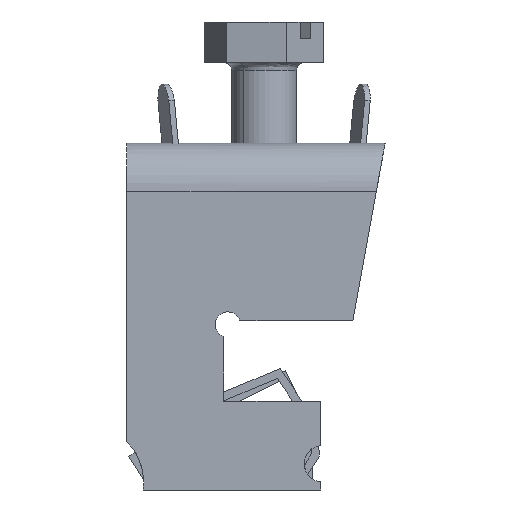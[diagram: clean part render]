
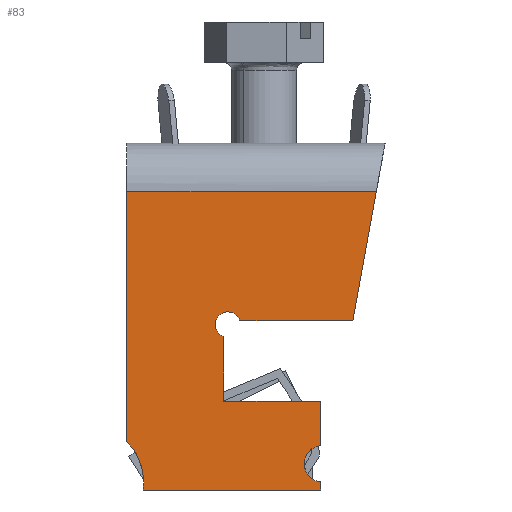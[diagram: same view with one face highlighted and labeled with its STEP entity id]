
A CAD part, left-side view. The second image highlights one B-rep face of the part: STEP entity #83.
In plain terms, the highlighted face is planar.
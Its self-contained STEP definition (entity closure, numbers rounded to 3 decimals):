
#7 = ORIENTED_EDGE ( 'NONE', *, *, #4176, .T. ) ;
#15 = CARTESIAN_POINT ( 'NONE',  ( 15.798, 22.048, 21. ) ) ;
#42 = VERTEX_POINT ( 'NONE', #2494 ) ;
#73 = DIRECTION ( 'NONE',  ( 0., 1., 0. ) ) ;
#83 = ADVANCED_FACE ( 'NONE', ( #4160 ), #1754, .T. ) ;
#194 = VECTOR ( 'NONE', #3080, 1000. ) ;
#269 = ORIENTED_EDGE ( 'NONE', *, *, #1840, .F. ) ;
#315 = VERTEX_POINT ( 'NONE', #1489 ) ;
#403 = EDGE_CURVE ( 'NONE', #3973, #315, #2157, .T. ) ;
#526 = AXIS2_PLACEMENT_3D ( 'NONE', #1102, #3567, #4479 ) ;
#638 = ORIENTED_EDGE ( 'NONE', *, *, #1573, .T. ) ;
#641 = CARTESIAN_POINT ( 'NONE',  ( 15.798, 11., 21. ) ) ;
#764 = ORIENTED_EDGE ( 'NONE', *, *, #403, .T. ) ;
#896 = LINE ( 'NONE', #3191, #5288 ) ;
#941 = EDGE_CURVE ( 'NONE', #1373, #3842, #896, .T. ) ;
#1017 = ORIENTED_EDGE ( 'NONE', *, *, #3777, .T. ) ;
#1102 = CARTESIAN_POINT ( 'NONE',  ( -5., 1., 21. ) ) ;
#1119 = VERTEX_POINT ( 'NONE', #1802 ) ;
#1193 = DIRECTION ( 'NONE',  ( 1., 0., 0. ) ) ;
#1216 = VERTEX_POINT ( 'NONE', #4084 ) ;
#1240 = ORIENTED_EDGE ( 'NONE', *, *, #1808, .T. ) ;
#1251 = ORIENTED_EDGE ( 'NONE', *, *, #3687, .T. ) ;
#1373 = VERTEX_POINT ( 'NONE', #1551 ) ;
#1402 = LINE ( 'NONE', #3209, #2386 ) ;
#1463 = DIRECTION ( 'NONE',  ( 0., 1., 0. ) ) ;
#1489 = CARTESIAN_POINT ( 'NONE',  ( 2., 0., 21. ) ) ;
#1500 = DIRECTION ( 'NONE',  ( 0., -1., 0. ) ) ;
#1551 = CARTESIAN_POINT ( 'NONE',  ( 24., 1., 21. ) ) ;
#1571 = VERTEX_POINT ( 'NONE', #4256 ) ;
#1573 = EDGE_CURVE ( 'NONE', #1571, #3515, #4081, .T. ) ;
#1600 = VECTOR ( 'NONE', #5356, 1000. ) ;
#1637 = CARTESIAN_POINT ( 'NONE',  ( 24., 22.048, 21. ) ) ;
#1652 = DIRECTION ( 'NONE',  ( 0., 1., 0. ) ) ;
#1718 = CARTESIAN_POINT ( 'NONE',  ( 12.5, 20.5, 21. ) ) ;
#1754 = PLANE ( 'NONE',  #5318 ) ;
#1784 = EDGE_LOOP ( 'NONE', ( #1240, #4285, #1017, #269, #7, #764, #3566, #4916, #2584, #3960, #2343, #1251, #638 ) ) ;
#1802 = CARTESIAN_POINT ( 'NONE',  ( 24., 5.5, 21. ) ) ;
#1808 = EDGE_CURVE ( 'NONE', #3515, #1848, #5009, .T. ) ;
#1840 = EDGE_CURVE ( 'NONE', #42, #3060, #1864, .T. ) ;
#1848 = VERTEX_POINT ( 'NONE', #3662 ) ;
#1864 = LINE ( 'NONE', #1871, #2592 ) ;
#1871 = CARTESIAN_POINT ( 'NONE',  ( 0., 6., 21. ) ) ;
#1917 = CIRCLE ( 'NONE', #3552, 7.071 ) ;
#1970 = DIRECTION ( 'NONE',  ( 1., 0., 0. ) ) ;
#1973 = EDGE_CURVE ( 'NONE', #4503, #1848, #1402, .T. ) ;
#2099 = CARTESIAN_POINT ( 'NONE',  ( 30.909, 37., 21. ) ) ;
#2113 = DIRECTION ( 'NONE',  ( 1., 0., 0. ) ) ;
#2128 = EDGE_CURVE ( 'NONE', #1373, #1119, #4679, .T. ) ;
#2157 = CIRCLE ( 'NONE', #526, 7.071 ) ;
#2284 = DIRECTION ( 'NONE',  ( 0., 0., -1. ) ) ;
#2290 = DIRECTION ( 'NONE',  ( 1., 0., 0. ) ) ;
#2343 = ORIENTED_EDGE ( 'NONE', *, *, #4352, .T. ) ;
#2386 = VECTOR ( 'NONE', #2886, 1000. ) ;
#2413 = CARTESIAN_POINT ( 'NONE',  ( 24., 0., 21. ) ) ;
#2494 = CARTESIAN_POINT ( 'NONE',  ( 0., 6., 21. ) ) ;
#2517 = VERTEX_POINT ( 'NONE', #4878 ) ;
#2584 = ORIENTED_EDGE ( 'NONE', *, *, #2128, .T. ) ;
#2592 = VECTOR ( 'NONE', #1463, 1000. ) ;
#2593 = LINE ( 'NONE', #3402, #194 ) ;
#2615 = CARTESIAN_POINT ( 'NONE',  ( 14., 21., 21. ) ) ;
#2685 = EDGE_CURVE ( 'NONE', #1119, #2517, #3586, .T. ) ;
#2710 = LINE ( 'NONE', #641, #1600 ) ;
#2879 = CARTESIAN_POINT ( 'NONE',  ( 15.798, 0., 21. ) ) ;
#2886 = DIRECTION ( 'NONE',  ( -0.179, -0.984, 0. ) ) ;
#3060 = VERTEX_POINT ( 'NONE', #5023 ) ;
#3061 = VECTOR ( 'NONE', #73, 1000. ) ;
#3080 = DIRECTION ( 'NONE',  ( -1., 0., 0. ) ) ;
#3112 = VECTOR ( 'NONE', #1970, 1000. ) ;
#3134 = VECTOR ( 'NONE', #2290, 1000. ) ;
#3191 = CARTESIAN_POINT ( 'NONE',  ( 24., 1., 21. ) ) ;
#3209 = CARTESIAN_POINT ( 'NONE',  ( 32., 43., 21. ) ) ;
#3373 = LINE ( 'NONE', #2879, #3112 ) ;
#3378 = EDGE_CURVE ( 'NONE', #315, #3842, #3373, .T. ) ;
#3402 = CARTESIAN_POINT ( 'NONE',  ( 15.798, 37., 21. ) ) ;
#3515 = VERTEX_POINT ( 'NONE', #2615 ) ;
#3540 = AXIS2_PLACEMENT_3D ( 'NONE', #5343, #4529, #1193 ) ;
#3552 = AXIS2_PLACEMENT_3D ( 'NONE', #4508, #2284, #3579 ) ;
#3566 = ORIENTED_EDGE ( 'NONE', *, *, #3378, .T. ) ;
#3567 = DIRECTION ( 'NONE',  ( 0., 0., -1. ) ) ;
#3579 = DIRECTION ( 'NONE',  ( 1., 0., 0. ) ) ;
#3586 = LINE ( 'NONE', #1637, #5000 ) ;
#3662 = CARTESIAN_POINT ( 'NONE',  ( 28., 21., 21. ) ) ;
#3687 = EDGE_CURVE ( 'NONE', #1216, #1571, #4554, .T. ) ;
#3777 = EDGE_CURVE ( 'NONE', #4503, #3060, #2593, .T. ) ;
#3842 = VERTEX_POINT ( 'NONE', #2413 ) ;
#3898 = CARTESIAN_POINT ( 'NONE',  ( 2.071, 1., 21. ) ) ;
#3960 = ORIENTED_EDGE ( 'NONE', *, *, #2685, .T. ) ;
#3973 = VERTEX_POINT ( 'NONE', #3898 ) ;
#4081 = CIRCLE ( 'NONE', #4374, 1.581 ) ;
#4084 = CARTESIAN_POINT ( 'NONE',  ( 12., 11., 21. ) ) ;
#4160 = FACE_OUTER_BOUND ( 'NONE', #1784, .T. ) ;
#4176 = EDGE_CURVE ( 'NONE', #42, #3973, #1917, .T. ) ;
#4256 = CARTESIAN_POINT ( 'NONE',  ( 12., 19., 21. ) ) ;
#4285 = ORIENTED_EDGE ( 'NONE', *, *, #1973, .F. ) ;
#4352 = EDGE_CURVE ( 'NONE', #2517, #1216, #2710, .T. ) ;
#4374 = AXIS2_PLACEMENT_3D ( 'NONE', #1718, #4697, #2113 ) ;
#4479 = DIRECTION ( 'NONE',  ( 1., 0., 0. ) ) ;
#4503 = VERTEX_POINT ( 'NONE', #2099 ) ;
#4508 = CARTESIAN_POINT ( 'NONE',  ( -5., 1., 21. ) ) ;
#4529 = DIRECTION ( 'NONE',  ( 0., 0., -1. ) ) ;
#4554 = LINE ( 'NONE', #4726, #3061 ) ;
#4679 = CIRCLE ( 'NONE', #3540, 2.264 ) ;
#4686 = DIRECTION ( 'NONE',  ( 1., 0., 0. ) ) ;
#4697 = DIRECTION ( 'NONE',  ( 0., 0., -1. ) ) ;
#4726 = CARTESIAN_POINT ( 'NONE',  ( 12., 22.048, 21. ) ) ;
#4745 = DIRECTION ( 'NONE',  ( 0., 0., 1. ) ) ;
#4859 = CARTESIAN_POINT ( 'NONE',  ( 28., 21., 21. ) ) ;
#4878 = CARTESIAN_POINT ( 'NONE',  ( 24., 11., 21. ) ) ;
#4916 = ORIENTED_EDGE ( 'NONE', *, *, #941, .F. ) ;
#5000 = VECTOR ( 'NONE', #1652, 1000. ) ;
#5009 = LINE ( 'NONE', #4859, #3134 ) ;
#5023 = CARTESIAN_POINT ( 'NONE',  ( 0., 37., 21. ) ) ;
#5288 = VECTOR ( 'NONE', #1500, 1000. ) ;
#5318 = AXIS2_PLACEMENT_3D ( 'NONE', #15, #4745, #4686 ) ;
#5343 = CARTESIAN_POINT ( 'NONE',  ( 24.25, 3.25, 21. ) ) ;
#5356 = DIRECTION ( 'NONE',  ( -1., 0., 0. ) ) ;
